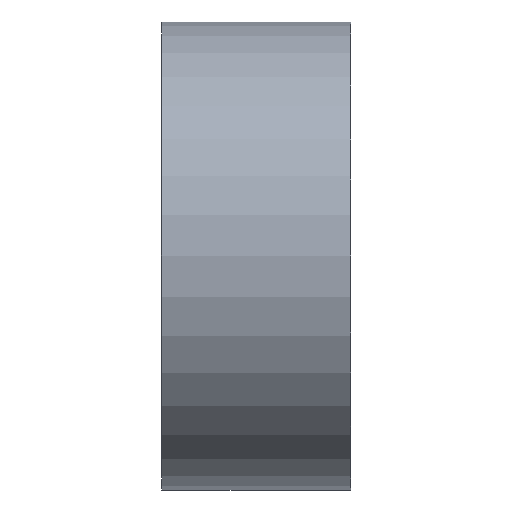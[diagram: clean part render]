
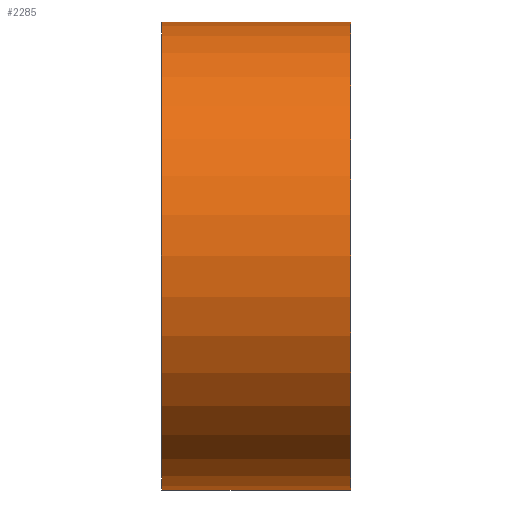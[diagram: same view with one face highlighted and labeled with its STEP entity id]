
A CAD part, front view. The second image highlights one B-rep face of the part: STEP entity #2285.
In plain terms, the highlighted cylindrical face has radius 50.038 mm (diameter 100.076 mm), a full revolution.
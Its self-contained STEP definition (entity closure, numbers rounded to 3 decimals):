
#43 = PLANE('',#44);
#44 = AXIS2_PLACEMENT_3D('',#45,#46,#47);
#45 = CARTESIAN_POINT('',(40.384,0.,0.));
#46 = DIRECTION('',(-1.,-0.,-0.));
#47 = DIRECTION('',(0.,-1.,0.));
#2238 = PLANE('',#2239);
#2239 = AXIS2_PLACEMENT_3D('',#2240,#2241,#2242);
#2240 = CARTESIAN_POINT('',(0.,0.,0.));
#2241 = DIRECTION('',(-1.,-0.,-0.));
#2242 = DIRECTION('',(0.,-1.,0.));
#2257 = EDGE_CURVE('',#2258,#2258,#2260,.T.);
#2258 = VERTEX_POINT('',#2259);
#2259 = CARTESIAN_POINT('',(0.,-50.038,0.));
#2260 = SURFACE_CURVE('',#2261,(#2266,#2273),.PCURVE_S1.);
#2261 = CIRCLE('',#2262,50.038);
#2262 = AXIS2_PLACEMENT_3D('',#2263,#2264,#2265);
#2263 = CARTESIAN_POINT('',(0.,0.,0.));
#2264 = DIRECTION('',(-1.,0.,0.));
#2265 = DIRECTION('',(0.,-1.,0.));
#2266 = PCURVE('',#2238,#2267);
#2267 = DEFINITIONAL_REPRESENTATION('',(#2268),#2272);
#2268 = CIRCLE('',#2269,50.038);
#2269 = AXIS2_PLACEMENT_2D('',#2270,#2271);
#2270 = CARTESIAN_POINT('',(0.,0.));
#2271 = DIRECTION('',(1.,-0.));
#2272 = ( GEOMETRIC_REPRESENTATION_CONTEXT(2) 
PARAMETRIC_REPRESENTATION_CONTEXT() REPRESENTATION_CONTEXT('2D SPACE',''
  ) );
#2273 = PCURVE('',#2274,#2279);
#2274 = CYLINDRICAL_SURFACE('',#2275,50.038);
#2275 = AXIS2_PLACEMENT_3D('',#2276,#2277,#2278);
#2276 = CARTESIAN_POINT('',(0.,0.,0.));
#2277 = DIRECTION('',(1.,0.,0.));
#2278 = DIRECTION('',(0.,-1.,0.));
#2279 = DEFINITIONAL_REPRESENTATION('',(#2280),#2284);
#2280 = LINE('',#2281,#2282);
#2281 = CARTESIAN_POINT('',(-0.,0.));
#2282 = VECTOR('',#2283,1.);
#2283 = DIRECTION('',(-1.,0.));
#2284 = ( GEOMETRIC_REPRESENTATION_CONTEXT(2) 
PARAMETRIC_REPRESENTATION_CONTEXT() REPRESENTATION_CONTEXT('2D SPACE',''
  ) );
#2285 = ADVANCED_FACE('',(#2286),#2274,.T.);
#2286 = FACE_BOUND('',#2287,.F.);
#2287 = EDGE_LOOP('',(#2288,#2289,#2312,#2334));
#2288 = ORIENTED_EDGE('',*,*,#2257,.T.);
#2289 = ORIENTED_EDGE('',*,*,#2290,.T.);
#2290 = EDGE_CURVE('',#2258,#2291,#2293,.T.);
#2291 = VERTEX_POINT('',#2292);
#2292 = CARTESIAN_POINT('',(40.384,-50.038,0.));
#2293 = SEAM_CURVE('',#2294,(#2298,#2305),.PCURVE_S1.);
#2294 = LINE('',#2295,#2296);
#2295 = CARTESIAN_POINT('',(0.,-50.038,0.));
#2296 = VECTOR('',#2297,1.);
#2297 = DIRECTION('',(1.,0.,0.));
#2298 = PCURVE('',#2274,#2299);
#2299 = DEFINITIONAL_REPRESENTATION('',(#2300),#2304);
#2300 = LINE('',#2301,#2302);
#2301 = CARTESIAN_POINT('',(-0.,0.));
#2302 = VECTOR('',#2303,1.);
#2303 = DIRECTION('',(-0.,1.));
#2304 = ( GEOMETRIC_REPRESENTATION_CONTEXT(2) 
PARAMETRIC_REPRESENTATION_CONTEXT() REPRESENTATION_CONTEXT('2D SPACE',''
  ) );
#2305 = PCURVE('',#2274,#2306);
#2306 = DEFINITIONAL_REPRESENTATION('',(#2307),#2311);
#2307 = LINE('',#2308,#2309);
#2308 = CARTESIAN_POINT('',(-6.283,0.));
#2309 = VECTOR('',#2310,1.);
#2310 = DIRECTION('',(-0.,1.));
#2311 = ( GEOMETRIC_REPRESENTATION_CONTEXT(2) 
PARAMETRIC_REPRESENTATION_CONTEXT() REPRESENTATION_CONTEXT('2D SPACE',''
  ) );
#2312 = ORIENTED_EDGE('',*,*,#2313,.F.);
#2313 = EDGE_CURVE('',#2291,#2291,#2314,.T.);
#2314 = SURFACE_CURVE('',#2315,(#2320,#2327),.PCURVE_S1.);
#2315 = CIRCLE('',#2316,50.038);
#2316 = AXIS2_PLACEMENT_3D('',#2317,#2318,#2319);
#2317 = CARTESIAN_POINT('',(40.384,0.,0.));
#2318 = DIRECTION('',(-1.,0.,0.));
#2319 = DIRECTION('',(0.,-1.,0.));
#2320 = PCURVE('',#2274,#2321);
#2321 = DEFINITIONAL_REPRESENTATION('',(#2322),#2326);
#2322 = LINE('',#2323,#2324);
#2323 = CARTESIAN_POINT('',(-0.,40.384));
#2324 = VECTOR('',#2325,1.);
#2325 = DIRECTION('',(-1.,0.));
#2326 = ( GEOMETRIC_REPRESENTATION_CONTEXT(2) 
PARAMETRIC_REPRESENTATION_CONTEXT() REPRESENTATION_CONTEXT('2D SPACE',''
  ) );
#2327 = PCURVE('',#43,#2328);
#2328 = DEFINITIONAL_REPRESENTATION('',(#2329),#2333);
#2329 = CIRCLE('',#2330,50.038);
#2330 = AXIS2_PLACEMENT_2D('',#2331,#2332);
#2331 = CARTESIAN_POINT('',(0.,0.));
#2332 = DIRECTION('',(1.,0.));
#2333 = ( GEOMETRIC_REPRESENTATION_CONTEXT(2) 
PARAMETRIC_REPRESENTATION_CONTEXT() REPRESENTATION_CONTEXT('2D SPACE',''
  ) );
#2334 = ORIENTED_EDGE('',*,*,#2290,.F.);
